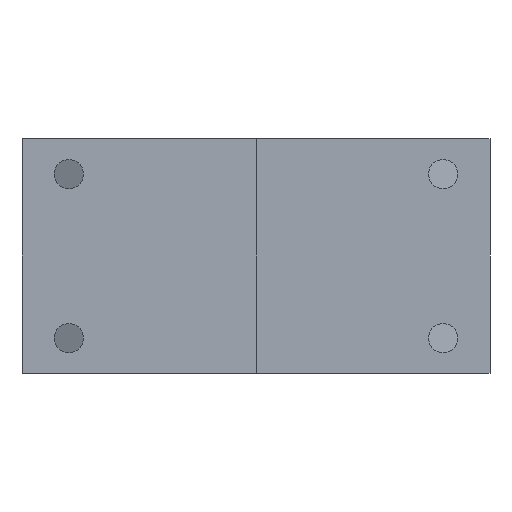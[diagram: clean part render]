
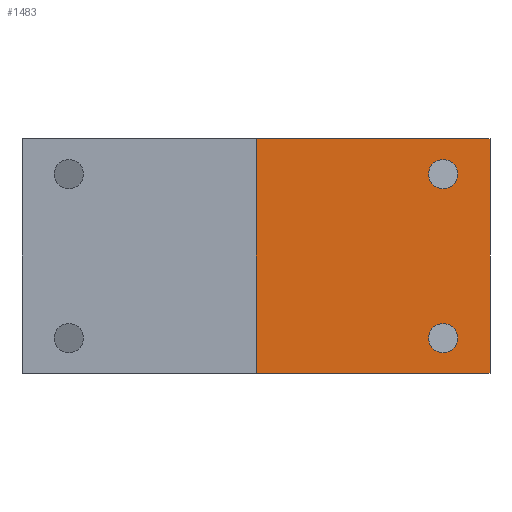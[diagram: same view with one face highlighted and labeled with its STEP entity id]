
A CAD part, front view. The second image highlights one B-rep face of the part: STEP entity #1483.
In plain terms, the highlighted planar face has unit normal (0, -1, 0).
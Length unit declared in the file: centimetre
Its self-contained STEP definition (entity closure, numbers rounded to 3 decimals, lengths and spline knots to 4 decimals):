
#53=LINE('',#2809,#153);
#54=LINE('',#2812,#154);
#55=LINE('',#2814,#155);
#56=LINE('',#2815,#156);
#153=VECTOR('',#1838,2.);
#154=VECTOR('',#1841,2.);
#155=VECTOR('',#1842,2.);
#156=VECTOR('',#1843,2.);
#279=PLANE('',#1600);
#352=FACE_BOUND('',#524,.T.);
#353=FACE_BOUND('',#525,.T.);
#413=FACE_OUTER_BOUND('',#523,.T.);
#523=EDGE_LOOP('',(#1152,#1153,#1154,#1155));
#524=EDGE_LOOP('',(#1156));
#525=EDGE_LOOP('',(#1157));
#634=CIRCLE('',#1588,0.125);
#635=CIRCLE('',#1590,0.125);
#726=VERTEX_POINT('',#2766);
#727=VERTEX_POINT('',#2769);
#740=VERTEX_POINT('',#2805);
#741=VERTEX_POINT('',#2807);
#742=VERTEX_POINT('',#2811);
#743=VERTEX_POINT('',#2813);
#885=EDGE_CURVE('',#726,#726,#634,.T.);
#886=EDGE_CURVE('',#727,#727,#635,.T.);
#905=EDGE_CURVE('',#740,#741,#53,.T.);
#906=EDGE_CURVE('',#742,#740,#54,.T.);
#907=EDGE_CURVE('',#741,#743,#55,.T.);
#908=EDGE_CURVE('',#743,#742,#56,.T.);
#1152=ORIENTED_EDGE('',*,*,#906,.T.);
#1153=ORIENTED_EDGE('',*,*,#905,.T.);
#1154=ORIENTED_EDGE('',*,*,#907,.T.);
#1155=ORIENTED_EDGE('',*,*,#908,.T.);
#1156=ORIENTED_EDGE('',*,*,#886,.T.);
#1157=ORIENTED_EDGE('',*,*,#885,.T.);
#1483=ADVANCED_FACE('',(#413,#352,#353),#279,.T.);
#1588=AXIS2_PLACEMENT_3D('',#2767,#1799,#1800);
#1590=AXIS2_PLACEMENT_3D('',#2770,#1803,#1804);
#1600=AXIS2_PLACEMENT_3D('',#2810,#1839,#1840);
#1799=DIRECTION('center_axis',(0.,1.,0.));
#1800=DIRECTION('ref_axis',(0.,0.,1.));
#1803=DIRECTION('center_axis',(0.,1.,0.));
#1804=DIRECTION('ref_axis',(0.,0.,1.));
#1838=DIRECTION('',(0.,0.,1.));
#1839=DIRECTION('center_axis',(0.,-1.,0.));
#1840=DIRECTION('ref_axis',(0.,0.,-1.));
#1841=DIRECTION('',(1.,0.,0.));
#1842=DIRECTION('',(-1.,0.,0.));
#1843=DIRECTION('',(0.,0.,-1.));
#2766=CARTESIAN_POINT('',(1.6932,-0.3,0.2197));
#2767=CARTESIAN_POINT('Origin',(1.6932,-0.3,0.0947));
#2769=CARTESIAN_POINT('',(1.6932,-0.3,1.6222));
#2770=CARTESIAN_POINT('Origin',(1.6932,-0.3,1.4972));
#2805=CARTESIAN_POINT('',(2.0932,-0.3,-0.2028));
#2807=CARTESIAN_POINT('',(2.0932,-0.3,1.7972));
#2809=CARTESIAN_POINT('',(2.0932,-0.3,0.7972));
#2810=CARTESIAN_POINT('Origin',(1.0932,-0.3,0.7972));
#2811=CARTESIAN_POINT('',(0.0932,-0.3,-0.2028));
#2812=CARTESIAN_POINT('',(1.0932,-0.3,-0.2028));
#2813=CARTESIAN_POINT('',(0.0932,-0.3,1.7972));
#2814=CARTESIAN_POINT('',(1.0932,-0.3,1.7972));
#2815=CARTESIAN_POINT('',(0.0932,-0.3,0.7972));
